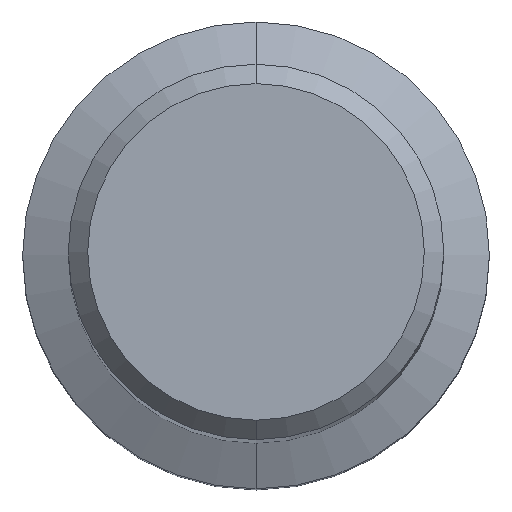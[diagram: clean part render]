
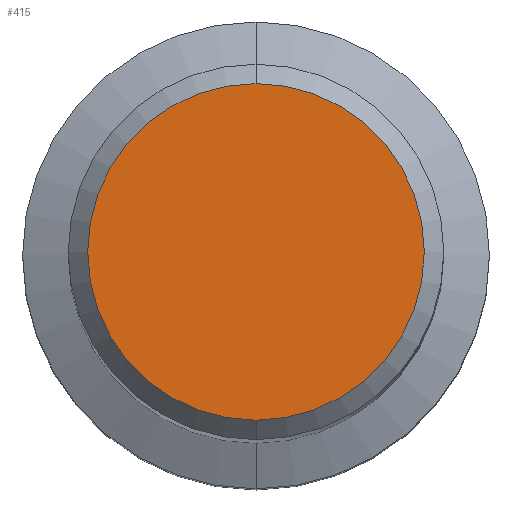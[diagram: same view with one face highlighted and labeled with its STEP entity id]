
A CAD part, top view. The second image highlights one B-rep face of the part: STEP entity #415.
In plain terms, the highlighted planar face has unit normal (0, 0, 1).
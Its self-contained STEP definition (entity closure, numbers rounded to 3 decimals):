
#225=VERTEX_POINT('',#584);
#231=EDGE_CURVE('',#225,#271,#591,.T.);
#271=VERTEX_POINT('',#637);
#373=EDGE_CURVE('',#271,#225,#749,.T.);
#415=ADVANCED_FACE('',(#794),#795,.T.);
#584=CARTESIAN_POINT('',(0.,-8.65,0.0));
#591=CIRCLE('',#999,8.65);
#637=CARTESIAN_POINT('',(0.0,8.65,0.0));
#749=CIRCLE('',#1344,8.65);
#794=FACE_OUTER_BOUND('',#1425,.T.);
#795=PLANE('',#1426);
#999=AXIS2_PLACEMENT_3D('',#1753,#1754,#1755);
#1344=AXIS2_PLACEMENT_3D('',#1932,#1933,#1934);
#1425=EDGE_LOOP('',(#1985,#1986));
#1426=AXIS2_PLACEMENT_3D('',#1987,#1988,#1989);
#1753=CARTESIAN_POINT('',(0.0,0.0,0.0));
#1754=DIRECTION('',(0.0,0.0,-1.0));
#1755=DIRECTION('',(0.0,1.0,0.0));
#1932=CARTESIAN_POINT('',(0.0,0.0,0.0));
#1933=DIRECTION('',(0.0,0.0,-1.0));
#1934=DIRECTION('',(0.0,1.0,0.0));
#1985=ORIENTED_EDGE('',*,*,#373,.F.);
#1986=ORIENTED_EDGE('',*,*,#231,.F.);
#1987=CARTESIAN_POINT('',(0.0,4.325,0.0));
#1988=DIRECTION('',(-0.0,0.0,1.0));
#1989=DIRECTION('',(0.0,-1.0,0.0));
